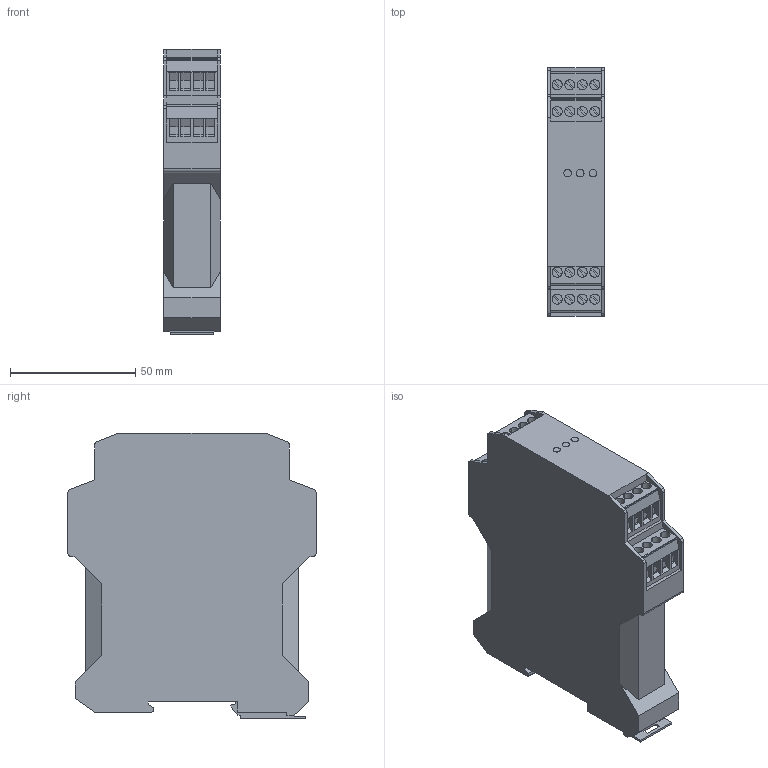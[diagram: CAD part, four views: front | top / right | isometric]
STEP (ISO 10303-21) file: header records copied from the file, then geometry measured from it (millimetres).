
FILE_DESCRIPTION(('Creo Elements/Direct Modeling STEP Export'),'2;1');
FILE_NAME('model.stp','2018-05-04T10:49:28',(''),(''),'Creo Elements/Direct Modeling STEP processor for AP214 (Solid Model)','Creo Elements/Direct Modeling 18.1I 14-Aug-2016 (C) Parametric Technology GmbH','');
FILE_SCHEMA(('AUTOMOTIVE_DESIGN { 1 0 10303 214 1 1 1 1 }'));
Length unit declared in the file: millimetre
Products named in the file (2): PSM_ME_REP_LON485_P-select
Assembly tree (1 placements, depth 2):
  PSM_ME_REP_LON485_P-select
    PSM_ME_REP_LON485_P-select
Bounding box: 22.6 x 99 x 113.6 mm (x, y, z)
Volume: 212348.3 mm3; surface area: 30416.8 mm2
Topology: 1 solids, 1 shells, 353 faces, 985 edges, 652 vertices
Faces by surface type: plane 296, cylinder 57
Entity records: 13497 total; most frequent: ORIENTED_EDGE 1970, CARTESIAN_POINT 1856, DIRECTION 1660, EDGE_CURVE 985, VECTOR 748, LINE 748, VERTEX_POINT 652, AXIS2_PLACEMENT_3D 456
